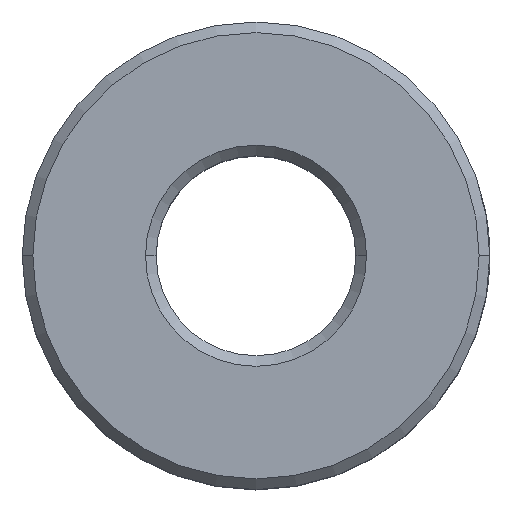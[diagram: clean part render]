
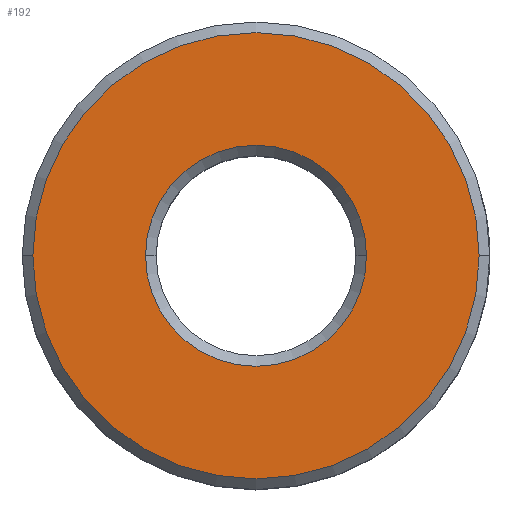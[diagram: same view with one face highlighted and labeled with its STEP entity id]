
A CAD part, top view. The second image highlights one B-rep face of the part: STEP entity #192.
In plain terms, the highlighted planar face has unit normal (0, 0, 1).
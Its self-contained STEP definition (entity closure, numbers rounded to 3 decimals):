
#44 = DIRECTION ( 'NONE',  ( 1., 0., 0. ) ) ;
#49 = VERTEX_POINT ( 'NONE', #153 ) ;
#60 = EDGE_CURVE ( 'NONE', #620, #123, #657, .T. ) ;
#99 = DIRECTION ( 'NONE',  ( 0., 0., 1. ) ) ;
#105 = CARTESIAN_POINT ( 'NONE',  ( 2.6, 0., 3.1 ) ) ;
#120 = DIRECTION ( 'NONE',  ( 0., 0., 1. ) ) ;
#123 = VERTEX_POINT ( 'NONE', #464 ) ;
#126 = EDGE_CURVE ( 'NONE', #559, #49, #274, .T. ) ;
#129 = DIRECTION ( 'NONE',  ( 0., 0., 1. ) ) ;
#153 = CARTESIAN_POINT ( 'NONE',  ( -5.25, 0., 3.1 ) ) ;
#158 = ORIENTED_EDGE ( 'NONE', *, *, #60, .T. ) ;
#174 = AXIS2_PLACEMENT_3D ( 'NONE', #416, #99, #470 ) ;
#192 = ADVANCED_FACE ( 'NONE', ( #224, #500 ), #378, .T. ) ;
#224 = FACE_OUTER_BOUND ( 'NONE', #589, .T. ) ;
#269 = AXIS2_PLACEMENT_3D ( 'NONE', #499, #129, #504 ) ;
#271 = CARTESIAN_POINT ( 'NONE',  ( 0., 0., 3.1 ) ) ;
#274 = CIRCLE ( 'NONE', #335, 5.25 ) ;
#290 = CIRCLE ( 'NONE', #296, 2.6 ) ;
#292 = ORIENTED_EDGE ( 'NONE', *, *, #126, .T. ) ;
#296 = AXIS2_PLACEMENT_3D ( 'NONE', #271, #631, #44 ) ;
#335 = AXIS2_PLACEMENT_3D ( 'NONE', #357, #120, #539 ) ;
#349 = AXIS2_PLACEMENT_3D ( 'NONE', #513, #359, #573 ) ;
#357 = CARTESIAN_POINT ( 'NONE',  ( 0., 0., 3.1 ) ) ;
#359 = DIRECTION ( 'NONE',  ( 0., 0., -1. ) ) ;
#378 = PLANE ( 'NONE',  #269 ) ;
#416 = CARTESIAN_POINT ( 'NONE',  ( 0., 0., 3.1 ) ) ;
#464 = CARTESIAN_POINT ( 'NONE',  ( -2.6, 0., 3.1 ) ) ;
#470 = DIRECTION ( 'NONE',  ( 1., 0., 0. ) ) ;
#499 = CARTESIAN_POINT ( 'NONE',  ( 0., 0., 3.1 ) ) ;
#500 = FACE_BOUND ( 'NONE', #540, .T. ) ;
#504 = DIRECTION ( 'NONE',  ( 1., 0., 0. ) ) ;
#513 = CARTESIAN_POINT ( 'NONE',  ( 0., 0., 3.1 ) ) ;
#524 = CARTESIAN_POINT ( 'NONE',  ( 5.25, 0., 3.1 ) ) ;
#527 = EDGE_CURVE ( 'NONE', #123, #620, #290, .T. ) ;
#539 = DIRECTION ( 'NONE',  ( 1., 0., 0. ) ) ;
#540 = EDGE_LOOP ( 'NONE', ( #158, #674 ) ) ;
#559 = VERTEX_POINT ( 'NONE', #524 ) ;
#573 = DIRECTION ( 'NONE',  ( 1., 0., 0. ) ) ;
#589 = EDGE_LOOP ( 'NONE', ( #601, #292 ) ) ;
#601 = ORIENTED_EDGE ( 'NONE', *, *, #625, .T. ) ;
#620 = VERTEX_POINT ( 'NONE', #105 ) ;
#625 = EDGE_CURVE ( 'NONE', #49, #559, #671, .T. ) ;
#631 = DIRECTION ( 'NONE',  ( 0., 0., -1. ) ) ;
#657 = CIRCLE ( 'NONE', #349, 2.6 ) ;
#671 = CIRCLE ( 'NONE', #174, 5.25 ) ;
#674 = ORIENTED_EDGE ( 'NONE', *, *, #527, .T. ) ;
